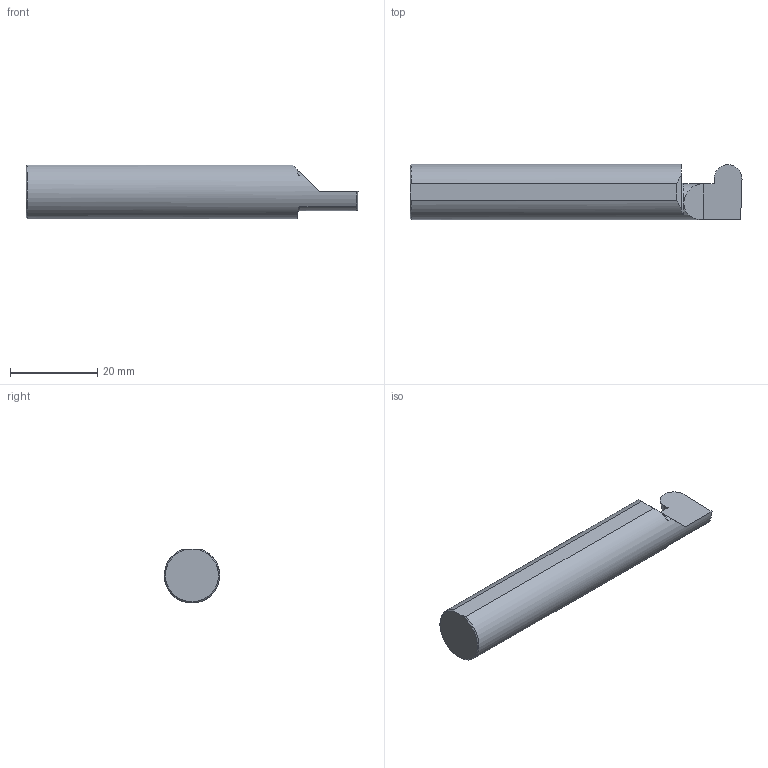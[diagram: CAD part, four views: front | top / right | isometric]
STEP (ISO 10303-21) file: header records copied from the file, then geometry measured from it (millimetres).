
FILE_DESCRIPTION (( 'STEP AP203' ), '1' );
FILE_NAME ('222530-GFR250-8.STEP', '2024-06-28T19:30:26', ( '' ), ( '' ), 'SwSTEP 2.0', 'SolidWorks 2024', '' );
FILE_SCHEMA (( 'CONFIG_CONTROL_DESIGN' ));
Length unit declared in the file: inch
Products named in the file (1): 222530-GFR250-8
Bounding box: 76.19 x 12.68 x 12.39 mm (x, y, z)
Volume: 8417 mm3; surface area: 3090.9 mm2
Topology: 1 solids, 1 shells, 23 faces, 61 edges, 40 vertices
Faces by surface type: plane 15, cylinder 5, cone 2, torus 1
Entity records: 811 total; most frequent: CARTESIAN_POINT 203, ORIENTED_EDGE 122, DIRECTION 99, EDGE_CURVE 61, VERTEX_POINT 40, AXIS2_PLACEMENT_3D 34, VECTOR 31, LINE 31
